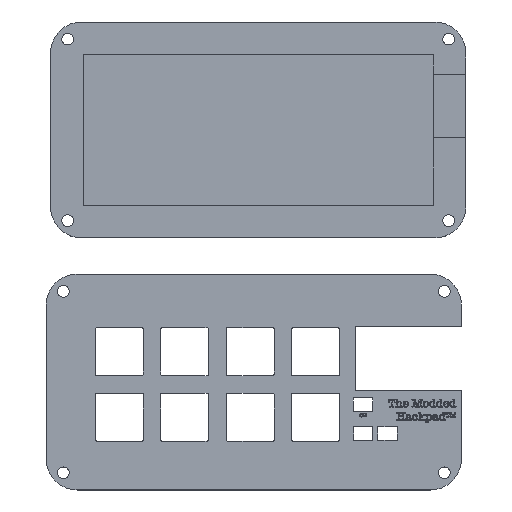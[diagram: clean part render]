
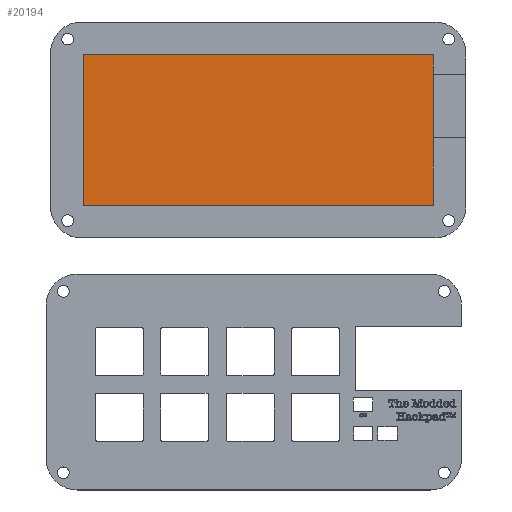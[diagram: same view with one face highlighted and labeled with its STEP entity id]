
A CAD part, top view. The second image highlights one B-rep face of the part: STEP entity #20194.
In plain terms, the highlighted planar face has unit normal (0, 0, 1).
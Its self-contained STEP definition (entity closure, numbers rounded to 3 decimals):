
#2505=PLANE('',#21352);
#2783=FACE_OUTER_BOUND('',#3906,.T.);
#3906=EDGE_LOOP('',(#13718,#13719,#13720,#13721));
#5114=LINE('',#24256,#6646);
#5115=LINE('',#24258,#6647);
#5116=LINE('',#24260,#6648);
#5117=LINE('',#24261,#6649);
#6646=VECTOR('',#21847,10.);
#6647=VECTOR('',#21848,10.);
#6648=VECTOR('',#21849,10.);
#6649=VECTOR('',#21850,10.);
#8282=VERTEX_POINT('',#24254);
#8283=VERTEX_POINT('',#24255);
#8284=VERTEX_POINT('',#24257);
#8285=VERTEX_POINT('',#24259);
#10454=EDGE_CURVE('',#8282,#8283,#5114,.T.);
#10455=EDGE_CURVE('',#8284,#8282,#5115,.T.);
#10456=EDGE_CURVE('',#8285,#8284,#5116,.T.);
#10457=EDGE_CURVE('',#8283,#8285,#5117,.T.);
#13718=ORIENTED_EDGE('',*,*,#10454,.F.);
#13719=ORIENTED_EDGE('',*,*,#10455,.F.);
#13720=ORIENTED_EDGE('',*,*,#10456,.F.);
#13721=ORIENTED_EDGE('',*,*,#10457,.F.);
#20194=ADVANCED_FACE('',(#2783),#2505,.T.);
#21352=AXIS2_PLACEMENT_3D('',#24253,#21845,#21846);
#21845=DIRECTION('center_axis',(0.,0.,1.));
#21846=DIRECTION('ref_axis',(1.,0.,0.));
#21847=DIRECTION('',(-1.,0.,0.));
#21848=DIRECTION('',(0.,-1.,0.));
#21849=DIRECTION('',(1.,0.,0.));
#21850=DIRECTION('',(0.,1.,0.));
#24253=CARTESIAN_POINT('Origin',(0.982,21.977,3.));
#24254=CARTESIAN_POINT('',(51.963,0.046,3.));
#24255=CARTESIAN_POINT('',(-50.,0.046,3.));
#24256=CARTESIAN_POINT('',(26.472,0.046,3.));
#24257=CARTESIAN_POINT('',(51.963,43.908,3.));
#24258=CARTESIAN_POINT('',(51.963,32.942,3.));
#24259=CARTESIAN_POINT('',(-50.,43.908,3.));
#24260=CARTESIAN_POINT('',(-24.509,43.908,3.));
#24261=CARTESIAN_POINT('',(-50.,11.011,3.));
